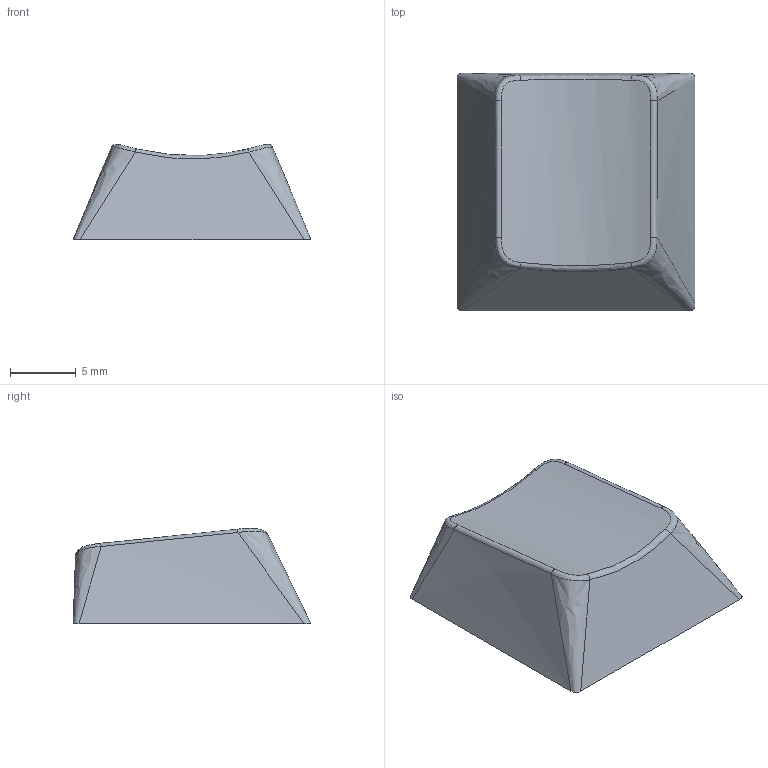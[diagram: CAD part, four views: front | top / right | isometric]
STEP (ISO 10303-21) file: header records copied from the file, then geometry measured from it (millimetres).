
FILE_DESCRIPTION(/* description */ (''),/* implementation_level */ '2;1');
FILE_NAME(/* name */ 'R3_1u_deep_v2.step',/* time_stamp */ '2021-08-17T23:45:17-04:00',/* author */ (''),/* organization */ (''),/* preprocessor_version */ 'ST-DEVELOPER v18.1',/* originating_system */ 'Autodesk Translation Framework v10.9.0.1377',/* authorisation */ '');
FILE_SCHEMA (('AUTOMOTIVE_DESIGN { 1 0 10303 214 3 1 1 }'));
Length unit declared in the file: millimetre
Products named in the file (1): R3_1u_deep
Bounding box: 18.1 x 18.1 x 7.25 mm (x, y, z)
Volume: 787.6 mm3; surface area: 1215.9 mm2
Topology: 1 solids, 1 shells, 50 faces, 115 edges, 70 vertices
Faces by surface type: plane 30, bspline 18, cylinder 2
Full cylindrical faces by diameter (mm): 5.5 x1
Entity records: 2671 total; most frequent: CARTESIAN_POINT 1622, ORIENTED_EDGE 230, DIRECTION 141, EDGE_CURVE 115, VERTEX_POINT 70, LINE 69, VECTOR 69, EDGE_LOOP 53
